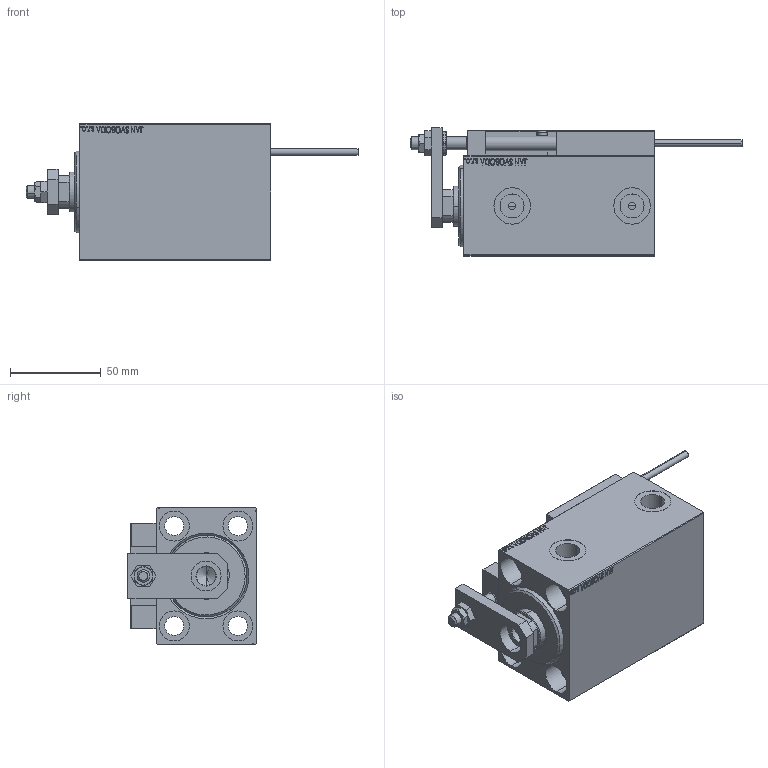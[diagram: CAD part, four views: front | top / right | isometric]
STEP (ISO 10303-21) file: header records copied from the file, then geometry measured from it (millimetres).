
FILE_DESCRIPTION (( 'STEP AP203' ), '1' );
FILE_NAME ('e546.STEP', '2021-03-19T01:45:13', ( '' ), ( '' ), 'SwSTEP 2.0', 'SolidWorks 2019', '' );
FILE_SCHEMA (( 'CONFIG_CONTROL_DESIGN' ));
Length unit declared in the file: millimetre
Products named in the file (16): NUT_D12 5ce5378eb258af42e537225049b7f1f2; V450CM_C 5ce5378eb258af42e537225049b7f1f2; SWITCH X 5ce5378eb258af42e537225049b7f1f2; ZARAZKA 5ce5378eb258af42e537225049b7f1f2; V450CM_C_VCP 5ce5378eb258af42e537225049b7f1f2; V450CM_VC_B 5ce5378eb258af42e537225049b7f1f2; TYC_L79 5ce5378eb258af42e537225049b7f1f2; SWITCH_X_FRONT_BACK 5ce5378eb258af42e537225049b7f1f2; SWITCH DIM B,W 5ce5378eb258af42e537225049b7f1f2; MAGNET 5ce5378eb258af42e537225049b7f1f2; Block 5ce5378eb258af42e537225049b7f1f2; e546; KONCOVKA 5ce5378eb258af42e537225049b7f1f2; ALLEN BOLT D5 5ce5378eb258af42e537225049b7f1f2; NUT_D10 5ce5378eb258af42e537225049b7f1f2; ALLEN BOLT D8 5ce5378eb258af42e537225049b7f1f2
Assembly tree (25 placements, depth 3):
  e546
    V450CM_C 5ce5378eb258af42e537225049b7f1f2
    SWITCH X 5ce5378eb258af42e537225049b7f1f2
      SWITCH_X_FRONT_BACK 5ce5378eb258af42e537225049b7f1f2  x2
      TYC_L79 5ce5378eb258af42e537225049b7f1f2
      Block 5ce5378eb258af42e537225049b7f1f2  x2
      ALLEN BOLT D5 5ce5378eb258af42e537225049b7f1f2  x4
      ALLEN BOLT D8 5ce5378eb258af42e537225049b7f1f2  x4
      MAGNET 5ce5378eb258af42e537225049b7f1f2  x2
      KONCOVKA 5ce5378eb258af42e537225049b7f1f2  x2
    NUT_D12 5ce5378eb258af42e537225049b7f1f2
    SWITCH DIM B,W 5ce5378eb258af42e537225049b7f1f2
    ZARAZKA 5ce5378eb258af42e537225049b7f1f2
    NUT_D10 5ce5378eb258af42e537225049b7f1f2
    V450CM_C_VCP 5ce5378eb258af42e537225049b7f1f2
    V450CM_VC_B 5ce5378eb258af42e537225049b7f1f2
Bounding box: 182.7 x 70.5 x 75 mm (x, y, z)
Volume: 415424.8 mm3; surface area: 104248.4 mm2
Topology: 24 solids, 24 shells, 1299 faces, 3111 edges, 1988 vertices
Faces by surface type: plane 568, bspline 380, cylinder 190, cone 113, torus 44, sphere 4
Entity records: 50960 total; most frequent: CARTESIAN_POINT 26196, ORIENTED_EDGE 5242, DIRECTION 3534, EDGE_CURVE 2621, VERTEX_POINT 1712, VECTOR 1502, LINE 1502, EDGE_LOOP 1211
